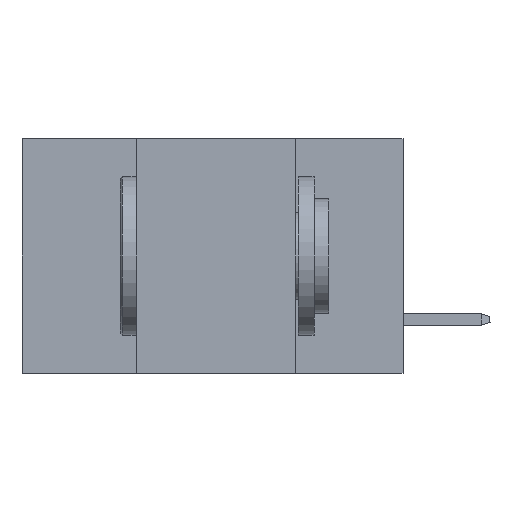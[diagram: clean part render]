
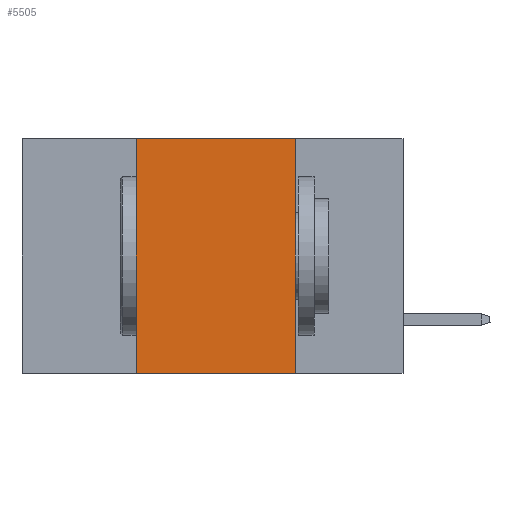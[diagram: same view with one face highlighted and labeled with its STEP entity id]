
A CAD part, left-side view. The second image highlights one B-rep face of the part: STEP entity #5505.
In plain terms, the highlighted planar face has unit normal (-1, 0, 0).
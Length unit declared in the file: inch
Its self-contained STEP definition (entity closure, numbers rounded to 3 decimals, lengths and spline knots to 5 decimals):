
#1659 = CARTESIAN_POINT ( 'NONE',  ( 0., 0.42, 0. ) ) ;
#3420 = VECTOR ( 'NONE', #10102, 39.37008 ) ;
#4546 = VERTEX_POINT ( 'NONE', #36287 ) ;
#5336 = VERTEX_POINT ( 'NONE', #36195 ) ;
#5505 = ADVANCED_FACE ( 'NONE', ( #37779 ), #25283, .F. ) ;
#6123 = CARTESIAN_POINT ( 'NONE',  ( 0., 0.6, -0.37 ) ) ;
#6981 = VERTEX_POINT ( 'NONE', #27841 ) ;
#7543 = ORIENTED_EDGE ( 'NONE', *, *, #36290, .F. ) ;
#10102 = DIRECTION ( 'NONE',  ( 0., 0., -1. ) ) ;
#10582 = AXIS2_PLACEMENT_3D ( 'NONE', #19121, #31831, #34599 ) ;
#12508 = CARTESIAN_POINT ( 'NONE',  ( 0., 0.42, -0.37 ) ) ;
#12930 = DIRECTION ( 'NONE',  ( 0., -1., 0. ) ) ;
#13137 = EDGE_CURVE ( 'NONE', #31897, #6981, #27002, .T. ) ;
#13517 = CARTESIAN_POINT ( 'NONE',  ( 0., 0.6, 0. ) ) ;
#15149 = ORIENTED_EDGE ( 'NONE', *, *, #28028, .F. ) ;
#15518 = ORIENTED_EDGE ( 'NONE', *, *, #13137, .T. ) ;
#19121 = CARTESIAN_POINT ( 'NONE',  ( 0., 0.6, 0. ) ) ;
#19309 = EDGE_LOOP ( 'NONE', ( #33222, #7543, #15149, #15518 ) ) ;
#20137 = LINE ( 'NONE', #1659, #38836 ) ;
#20196 = VECTOR ( 'NONE', #12930, 39.37008 ) ;
#25283 = PLANE ( 'NONE',  #10582 ) ;
#25984 = VECTOR ( 'NONE', #36109, 39.37008 ) ;
#27002 = LINE ( 'NONE', #6123, #25984 ) ;
#27617 = LINE ( 'NONE', #36920, #3420 ) ;
#27841 = CARTESIAN_POINT ( 'NONE',  ( 0., 0.17, -0.37 ) ) ;
#28028 = EDGE_CURVE ( 'NONE', #31897, #4546, #20137, .T. ) ;
#31831 = DIRECTION ( 'NONE',  ( 1., 0., 0. ) ) ;
#31880 = EDGE_CURVE ( 'NONE', #5336, #6981, #27617, .T. ) ;
#31897 = VERTEX_POINT ( 'NONE', #12508 ) ;
#33222 = ORIENTED_EDGE ( 'NONE', *, *, #31880, .F. ) ;
#34599 = DIRECTION ( 'NONE',  ( 0., 0., -1. ) ) ;
#34946 = LINE ( 'NONE', #13517, #20196 ) ;
#36109 = DIRECTION ( 'NONE',  ( 0., -1., 0. ) ) ;
#36195 = CARTESIAN_POINT ( 'NONE',  ( 0., 0.17, 0. ) ) ;
#36287 = CARTESIAN_POINT ( 'NONE',  ( 0., 0.42, 0. ) ) ;
#36290 = EDGE_CURVE ( 'NONE', #4546, #5336, #34946, .T. ) ;
#36920 = CARTESIAN_POINT ( 'NONE',  ( 0., 0.17, 0. ) ) ;
#37779 = FACE_OUTER_BOUND ( 'NONE', #19309, .T. ) ;
#38585 = DIRECTION ( 'NONE',  ( 0., 0., 1. ) ) ;
#38836 = VECTOR ( 'NONE', #38585, 39.37008 ) ;
